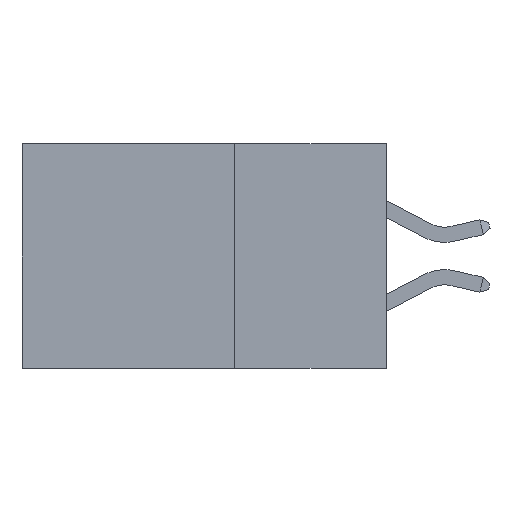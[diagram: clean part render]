
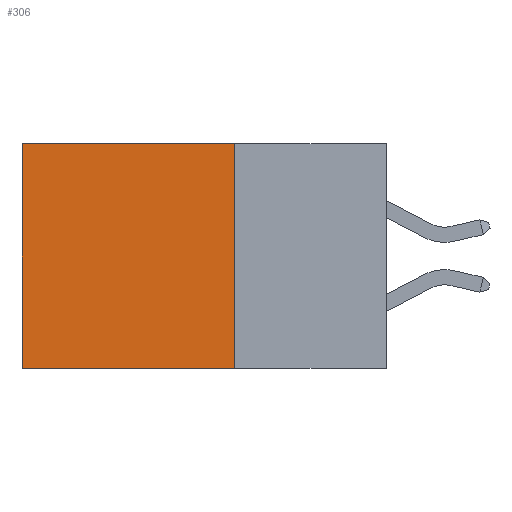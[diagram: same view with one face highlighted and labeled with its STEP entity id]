
A CAD part, left-side view. The second image highlights one B-rep face of the part: STEP entity #306.
In plain terms, the highlighted planar face has unit normal (-1, 0, 0).
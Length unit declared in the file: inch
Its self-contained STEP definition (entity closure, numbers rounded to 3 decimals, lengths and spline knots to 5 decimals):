
#306 = ADVANCED_FACE ( 'NONE', ( #14316 ), #3957, .F. ) ;
#874 = LINE ( 'NONE', #9689, #7399 ) ;
#901 = DIRECTION ( 'NONE',  ( 0., 0., -1. ) ) ;
#1372 = ORIENTED_EDGE ( 'NONE', *, *, #15590, .T. ) ;
#3053 = AXIS2_PLACEMENT_3D ( 'NONE', #10667, #4387, #5814 ) ;
#3814 = EDGE_LOOP ( 'NONE', ( #14372, #20788, #13278, #1372 ) ) ;
#3821 = EDGE_CURVE ( 'NONE', #11672, #5498, #9300, .T. ) ;
#3957 = PLANE ( 'NONE',  #3053 ) ;
#4180 = VECTOR ( 'NONE', #901, 39.37008 ) ;
#4328 = CARTESIAN_POINT ( 'NONE',  ( 0.2615, 0.25, -0.37 ) ) ;
#4387 = DIRECTION ( 'NONE',  ( 1., 0., 0. ) ) ;
#4512 = DIRECTION ( 'NONE',  ( 0., 0., -1. ) ) ;
#5273 = EDGE_CURVE ( 'NONE', #9637, #11672, #9284, .T. ) ;
#5498 = VERTEX_POINT ( 'NONE', #13343 ) ;
#5814 = DIRECTION ( 'NONE',  ( 0., 0., -1. ) ) ;
#5982 = DIRECTION ( 'NONE',  ( 0., 1., 0. ) ) ;
#7399 = VECTOR ( 'NONE', #4512, 39.37008 ) ;
#9184 = DIRECTION ( 'NONE',  ( 0., 1., 0. ) ) ;
#9284 = LINE ( 'NONE', #4328, #4180 ) ;
#9300 = LINE ( 'NONE', #21087, #9573 ) ;
#9573 = VECTOR ( 'NONE', #5982, 39.37008 ) ;
#9637 = VERTEX_POINT ( 'NONE', #18852 ) ;
#9689 = CARTESIAN_POINT ( 'NONE',  ( 0.2615, 0.6, -0.37 ) ) ;
#10667 = CARTESIAN_POINT ( 'NONE',  ( 0.2615, 0.25, -0.37 ) ) ;
#11672 = VERTEX_POINT ( 'NONE', #14201 ) ;
#12601 = VECTOR ( 'NONE', #9184, 39.37008 ) ;
#13278 = ORIENTED_EDGE ( 'NONE', *, *, #5273, .F. ) ;
#13343 = CARTESIAN_POINT ( 'NONE',  ( 0.2615, 0.6, -0.37 ) ) ;
#14201 = CARTESIAN_POINT ( 'NONE',  ( 0.2615, 0.25, -0.37 ) ) ;
#14316 = FACE_OUTER_BOUND ( 'NONE', #3814, .T. ) ;
#14372 = ORIENTED_EDGE ( 'NONE', *, *, #19356, .T. ) ;
#15590 = EDGE_CURVE ( 'NONE', #9637, #19910, #20531, .T. ) ;
#18268 = CARTESIAN_POINT ( 'NONE',  ( 0.2615, 0.6, 0. ) ) ;
#18852 = CARTESIAN_POINT ( 'NONE',  ( 0.2615, 0.25, 0. ) ) ;
#18994 = CARTESIAN_POINT ( 'NONE',  ( 0.2615, 0.25, 0. ) ) ;
#19356 = EDGE_CURVE ( 'NONE', #19910, #5498, #874, .T. ) ;
#19910 = VERTEX_POINT ( 'NONE', #18268 ) ;
#20531 = LINE ( 'NONE', #18994, #12601 ) ;
#20788 = ORIENTED_EDGE ( 'NONE', *, *, #3821, .F. ) ;
#21087 = CARTESIAN_POINT ( 'NONE',  ( 0.2615, 0.25, -0.37 ) ) ;
